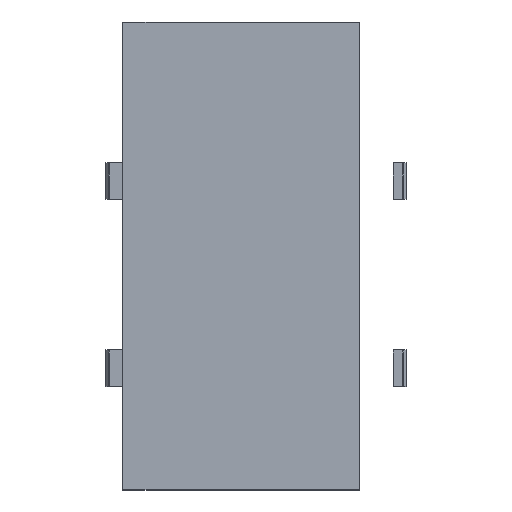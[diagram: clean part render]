
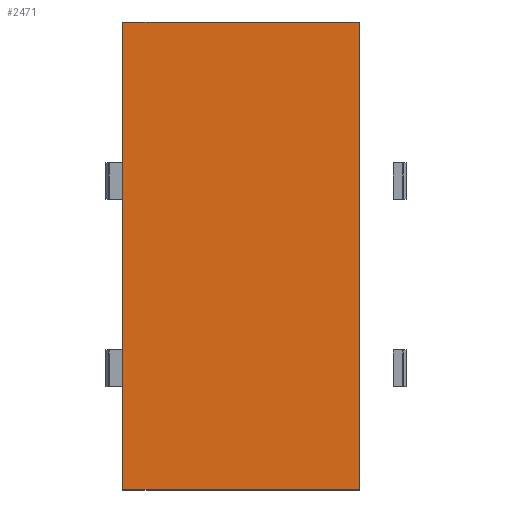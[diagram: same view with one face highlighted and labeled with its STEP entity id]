
A CAD part, top view. The second image highlights one B-rep face of the part: STEP entity #2471.
In plain terms, the highlighted planar face has unit normal (0, 0, 1).
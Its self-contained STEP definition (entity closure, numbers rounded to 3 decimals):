
#163=PLANE('',#2717);
#283=FACE_OUTER_BOUND('',#435,.T.);
#435=EDGE_LOOP('',(#2051,#2052,#2053,#2054));
#631=LINE('',#3919,#891);
#635=LINE('',#3927,#895);
#638=LINE('',#3933,#898);
#641=LINE('',#3938,#901);
#891=VECTOR('',#3191,10.);
#895=VECTOR('',#3197,10.);
#898=VECTOR('',#3202,10.);
#901=VECTOR('',#3207,10.);
#1231=VERTEX_POINT('',#3917);
#1232=VERTEX_POINT('',#3918);
#1235=VERTEX_POINT('',#3926);
#1237=VERTEX_POINT('',#3932);
#1519=EDGE_CURVE('',#1231,#1232,#631,.T.);
#1523=EDGE_CURVE('',#1235,#1232,#635,.T.);
#1526=EDGE_CURVE('',#1237,#1235,#638,.T.);
#1529=EDGE_CURVE('',#1237,#1231,#641,.T.);
#2051=ORIENTED_EDGE('',*,*,#1529,.T.);
#2052=ORIENTED_EDGE('',*,*,#1519,.T.);
#2053=ORIENTED_EDGE('',*,*,#1523,.F.);
#2054=ORIENTED_EDGE('',*,*,#1526,.F.);
#2471=ADVANCED_FACE('',(#283),#163,.T.);
#2717=AXIS2_PLACEMENT_3D('',#3940,#3209,#3210);
#3191=DIRECTION('',(-1.,0.,0.));
#3197=DIRECTION('',(0.,1.,0.));
#3202=DIRECTION('',(-1.,0.,0.));
#3207=DIRECTION('',(0.,1.,0.));
#3209=DIRECTION('center_axis',(0.,0.,1.));
#3210=DIRECTION('ref_axis',(1.,0.,0.));
#3917=CARTESIAN_POINT('',(55.35,135.,0.));
#3918=CARTESIAN_POINT('',(-71.1,135.,0.));
#3919=CARTESIAN_POINT('',(55.35,135.,0.));
#3926=CARTESIAN_POINT('',(-71.1,-115.,0.));
#3927=CARTESIAN_POINT('',(-71.1,-115.,0.));
#3932=CARTESIAN_POINT('',(55.35,-115.,0.));
#3933=CARTESIAN_POINT('',(55.35,-115.,0.));
#3938=CARTESIAN_POINT('',(55.35,-115.,0.));
#3940=CARTESIAN_POINT('Origin',(-7.875,10.,0.));
